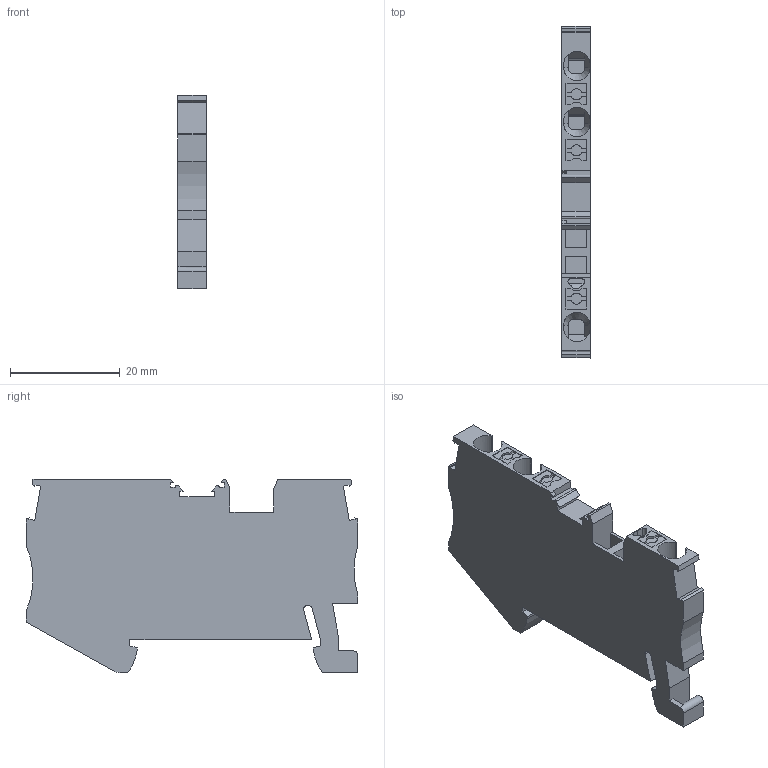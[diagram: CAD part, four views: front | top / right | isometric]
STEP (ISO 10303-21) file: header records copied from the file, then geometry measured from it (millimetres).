
FILE_DESCRIPTION(('Creo Elements/Direct Modeling STEP Export'),'2;1');
FILE_NAME('model.stp','2017-12-16T10:29:52',(''),(''),'Creo Elements/Direct Modeling STEP processor for AP214 (Solid Model)','Creo Elements/Direct Modeling 18.1I 14-Aug-2016 (C) Parametric Technology GmbH','');
FILE_SCHEMA(('AUTOMOTIVE_DESIGN { 1 0 10303 214 1 1 1 1 }'));
Length unit declared in the file: millimetre
Products named in the file (2): PT_2.5_TWIN_DIO_L_R-select
Assembly tree (1 placements, depth 2):
  PT_2.5_TWIN_DIO_L_R-select
    PT_2.5_TWIN_DIO_L_R-select
Bounding box: 5.15 x 60.4 x 35.25 mm (x, y, z)
Volume: 7632 mm3; surface area: 5664.6 mm2
Topology: 1 solids, 1 shells, 213 faces, 612 edges, 405 vertices
Faces by surface type: plane 167, cylinder 32, torus 6, extrusion 5, cone 3
Entity records: 10243 total; most frequent: CARTESIAN_POINT 2892, ORIENTED_EDGE 1224, DIRECTION 1068, EDGE_CURVE 612, VECTOR 506, LINE 501, VERTEX_POINT 405, AXIS2_PLACEMENT_3D 281
